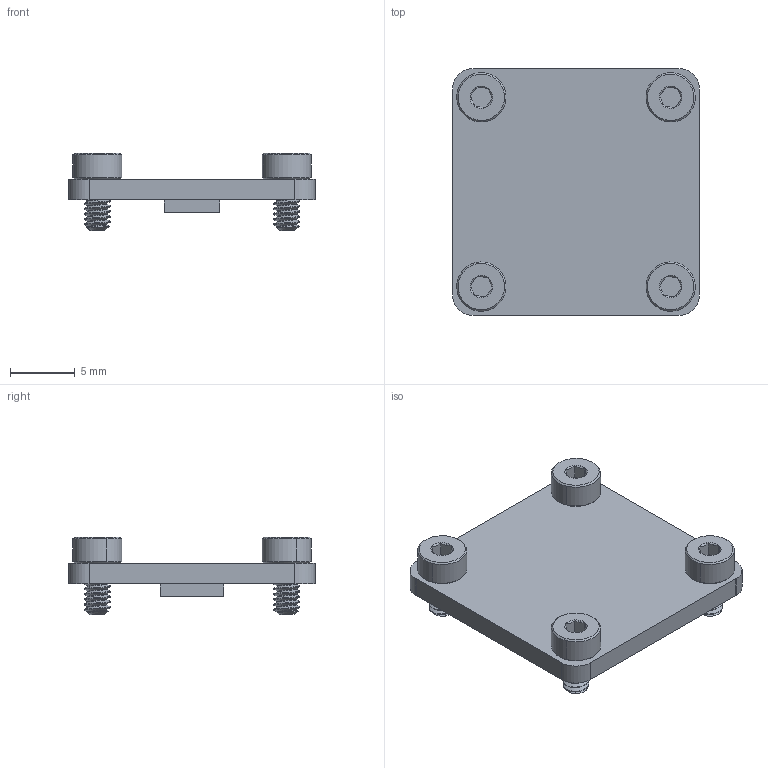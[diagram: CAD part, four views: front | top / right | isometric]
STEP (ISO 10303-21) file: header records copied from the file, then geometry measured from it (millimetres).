
FILE_DESCRIPTION (( 'STEP AP214' ), '1' );
FILE_NAME ('AS50XXBreakoutAssy.STEP', '2023-05-12T06:13:00', ( '' ), ( '' ), 'SwSTEP 2.0', 'SolidWorks 2018', '' );
FILE_SCHEMA (( 'AUTOMOTIVE_DESIGN' ));
Length unit declared in the file: inch
Products named in the file (3): AS50XXBreakoutAssy; Screw_M2x4_91290A011; AS5048BreakoutPCB
Assembly tree (5 placements, depth 2):
  AS50XXBreakoutAssy
    AS5048BreakoutPCB
    Screw_M2x4_91290A011  x4
Bounding box: 19.05 x 19.05 x 6 mm (x, y, z)
Volume: 693.1 mm3; surface area: 1214.8 mm2
Topology: 5 solids, 5 shells, 309 faces, 802 edges, 512 vertices
Faces by surface type: cylinder 186, cone 64, plane 51, bspline 8
Entity records: 4440 total; most frequent: CARTESIAN_POINT 1872, ORIENTED_EDGE 554, DIRECTION 488, EDGE_CURVE 277, AXIS2_PLACEMENT_3D 189, VERTEX_POINT 179, EDGE_LOOP 116, VECTOR 110
